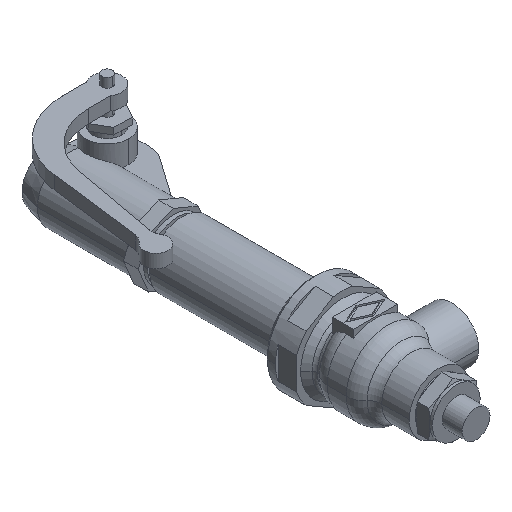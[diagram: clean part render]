
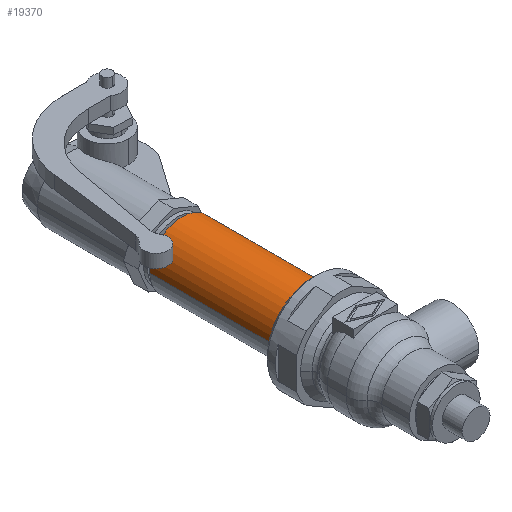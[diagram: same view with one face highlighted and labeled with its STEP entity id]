
A CAD part, isometric view. The second image highlights one B-rep face of the part: STEP entity #19370.
In plain terms, the highlighted cylindrical face has radius 24.5 mm (diameter 49 mm), a partial arc.
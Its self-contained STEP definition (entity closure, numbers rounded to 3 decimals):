
#18900=CARTESIAN_POINT('',(0.,108.5,0.));
#18910=DIRECTION('',(0.,-1.,0.));
#18920=DIRECTION('',(-1.,0.,0.));
#18930=AXIS2_PLACEMENT_3D('',#18900,#18910,#18920);
#18940=CIRCLE('',#18930,24.5);
#18950=CARTESIAN_POINT('',(-24.5,108.5,0.));
#18960=VERTEX_POINT('',#18950);
#18970=CARTESIAN_POINT('',(24.5,108.5,0.));
#18980=VERTEX_POINT('',#18970);
#19010=EDGE_CURVE('',#18980,#18960,#18940,.T.);
#19060=CARTESIAN_POINT('',(0.,157.71,0.));
#19070=DIRECTION('',(0.,1.,0.));
#19080=DIRECTION('',(-1.,0.,0.));
#19090=AXIS2_PLACEMENT_3D('',#19060,#19070,#19080);
#19100=CYLINDRICAL_SURFACE('',#19090,24.5);
#19110=CARTESIAN_POINT('',(-24.5,157.71,0.));
#19120=DIRECTION('',(0.,1.,0.));
#19130=VECTOR('',#19120,1.);
#19140=LINE('',#19110,#19130);
#19150=CARTESIAN_POINT('',(-24.5,206.92,0.));
#19160=VERTEX_POINT('',#19150);
#19170=EDGE_CURVE('',#18960,#19160,#19140,.T.);
#19180=ORIENTED_EDGE('',*,*,#19170,.F.);
#19190=CARTESIAN_POINT('',(0.,206.92,0.));
#19200=DIRECTION('',(0.,-1.,0.));
#19210=DIRECTION('',(-1.,0.,0.));
#19220=AXIS2_PLACEMENT_3D('',#19190,#19200,#19210);
#19230=CIRCLE('',#19220,24.5);
#19240=CARTESIAN_POINT('',(24.5,206.92,0.));
#19250=VERTEX_POINT('',#19240);
#19260=EDGE_CURVE('',#19250,#19160,#19230,.T.);
#19270=ORIENTED_EDGE('',*,*,#19260,.T.);
#19280=CARTESIAN_POINT('',(24.5,157.71,0.));
#19290=DIRECTION('',(0.,1.,0.));
#19300=VECTOR('',#19290,1.);
#19310=LINE('',#19280,#19300);
#19320=EDGE_CURVE('',#18980,#19250,#19310,.T.);
#19330=ORIENTED_EDGE('',*,*,#19320,.T.);
#19340=ORIENTED_EDGE('',*,*,#19010,.F.);
#19350=EDGE_LOOP('',(#19340,#19330,#19270,#19180));
#19360=FACE_OUTER_BOUND('',#19350,.T.);
#19370=ADVANCED_FACE('',(#19360),#19100,.T.);
